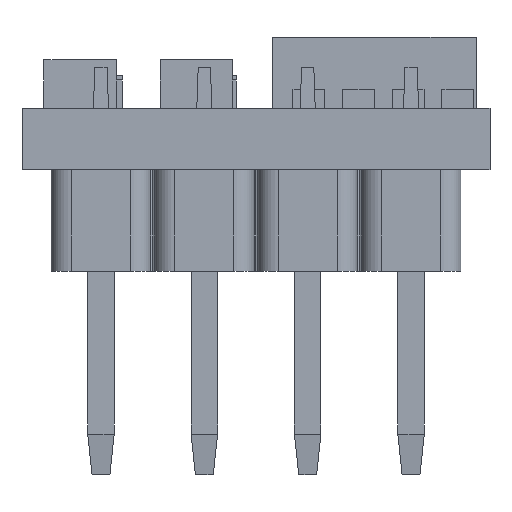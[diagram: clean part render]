
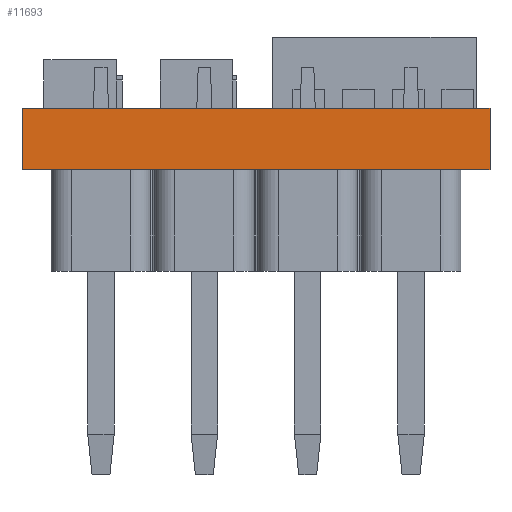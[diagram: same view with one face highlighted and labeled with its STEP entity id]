
A CAD part, left-side view. The second image highlights one B-rep face of the part: STEP entity #11693.
In plain terms, the highlighted planar face has unit normal (-1, 0, 0).
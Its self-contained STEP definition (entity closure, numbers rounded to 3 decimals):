
#2132 = CARTESIAN_POINT ( 'NONE',  ( -11., 5.75, 0. ) ) ;
#3422 = LINE ( 'NONE', #5281, #21182 ) ;
#4016 = LINE ( 'NONE', #15822, #19748 ) ;
#4758 = VERTEX_POINT ( 'NONE', #7643 ) ;
#5281 = CARTESIAN_POINT ( 'NONE',  ( -11., -5.75, 1.5 ) ) ;
#5285 = AXIS2_PLACEMENT_3D ( 'NONE', #23416, #16149, #12083 ) ;
#5855 = ORIENTED_EDGE ( 'NONE', *, *, #8997, .T. ) ;
#6790 = PLANE ( 'NONE',  #5285 ) ;
#7399 = CARTESIAN_POINT ( 'NONE',  ( -11., -5.75, 1.5 ) ) ;
#7643 = CARTESIAN_POINT ( 'NONE',  ( -11., -5.75, 0. ) ) ;
#8730 = ORIENTED_EDGE ( 'NONE', *, *, #16895, .F. ) ;
#8997 = EDGE_CURVE ( 'NONE', #16515, #4758, #4016, .T. ) ;
#9346 = LINE ( 'NONE', #13028, #16628 ) ;
#10109 = EDGE_CURVE ( 'NONE', #20093, #16515, #9346, .T. ) ;
#10238 = FACE_OUTER_BOUND ( 'NONE', #10663, .T. ) ;
#10663 = EDGE_LOOP ( 'NONE', ( #5855, #8730, #14546, #15876 ) ) ;
#11052 = DIRECTION ( 'NONE',  ( 0., 0., -1. ) ) ;
#11518 = DIRECTION ( 'NONE',  ( 0., -1., 0. ) ) ;
#11693 = ADVANCED_FACE ( 'NONE', ( #10238 ), #6790, .F. ) ;
#11819 = VECTOR ( 'NONE', #22405, 1000. ) ;
#12083 = DIRECTION ( 'NONE',  ( 0., 0., -1. ) ) ;
#13028 = CARTESIAN_POINT ( 'NONE',  ( -11., 5.75, 1.5 ) ) ;
#13595 = EDGE_CURVE ( 'NONE', #20093, #20173, #3422, .T. ) ;
#14169 = LINE ( 'NONE', #7399, #11819 ) ;
#14546 = ORIENTED_EDGE ( 'NONE', *, *, #13595, .F. ) ;
#15105 = CARTESIAN_POINT ( 'NONE',  ( -11., 5.75, 1.5 ) ) ;
#15822 = CARTESIAN_POINT ( 'NONE',  ( -11., -5.75, 0. ) ) ;
#15876 = ORIENTED_EDGE ( 'NONE', *, *, #10109, .T. ) ;
#16149 = DIRECTION ( 'NONE',  ( 1., 0., 0. ) ) ;
#16515 = VERTEX_POINT ( 'NONE', #2132 ) ;
#16628 = VECTOR ( 'NONE', #11052, 1000. ) ;
#16895 = EDGE_CURVE ( 'NONE', #20173, #4758, #14169, .T. ) ;
#18456 = DIRECTION ( 'NONE',  ( 0., -1., 0. ) ) ;
#19748 = VECTOR ( 'NONE', #11518, 1000. ) ;
#20093 = VERTEX_POINT ( 'NONE', #15105 ) ;
#20173 = VERTEX_POINT ( 'NONE', #21136 ) ;
#21136 = CARTESIAN_POINT ( 'NONE',  ( -11., -5.75, 1.5 ) ) ;
#21182 = VECTOR ( 'NONE', #18456, 1000. ) ;
#22405 = DIRECTION ( 'NONE',  ( 0., 0., -1. ) ) ;
#23416 = CARTESIAN_POINT ( 'NONE',  ( -11., -5.75, 1.5 ) ) ;
